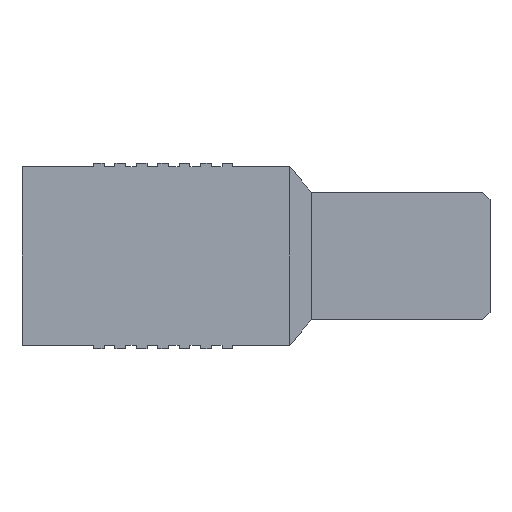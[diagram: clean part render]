
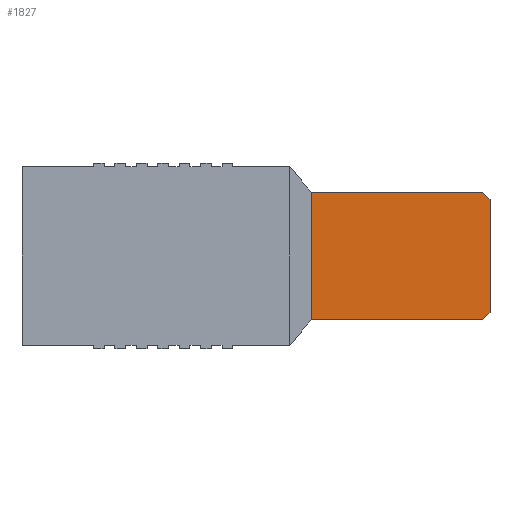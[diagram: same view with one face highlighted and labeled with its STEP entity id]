
A CAD part, front view. The second image highlights one B-rep face of the part: STEP entity #1827.
In plain terms, the highlighted planar face has unit normal (0, -1, 0).
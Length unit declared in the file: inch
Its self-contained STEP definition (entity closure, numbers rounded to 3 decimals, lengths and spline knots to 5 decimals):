
#139 = CARTESIAN_POINT ( 'NONE',  ( 0.06, 0.07151, 0. ) ) ;
#193 = DIRECTION ( 'NONE',  ( 0., 0., -1. ) ) ;
#207 = CARTESIAN_POINT ( 'NONE',  ( 0.56, 0.07151, -0.07151 ) ) ;
#227 = CARTESIAN_POINT ( 'NONE',  ( 0.56, 0.07151, -0.40849 ) ) ;
#253 = VERTEX_POINT ( 'NONE', #1289 ) ;
#255 = LINE ( 'NONE', #2200, #1951 ) ;
#259 = LINE ( 'NONE', #227, #4214 ) ;
#381 = CARTESIAN_POINT ( 'NONE',  ( 0.06, 0.07151, -0.07151 ) ) ;
#396 = DIRECTION ( 'NONE',  ( -1., 0., 0. ) ) ;
#545 = EDGE_LOOP ( 'NONE', ( #1321, #1628, #3915, #1507, #3797, #1284 ) ) ;
#561 = LINE ( 'NONE', #139, #4583 ) ;
#570 = CARTESIAN_POINT ( 'NONE',  ( 0.54, 0.07151, -0.42849 ) ) ;
#690 = CARTESIAN_POINT ( 'NONE',  ( 0.56, 0.07151, -0.09151 ) ) ;
#769 = FACE_OUTER_BOUND ( 'NONE', #545, .T. ) ;
#797 = EDGE_CURVE ( 'NONE', #4192, #894, #255, .T. ) ;
#883 = VERTEX_POINT ( 'NONE', #381 ) ;
#894 = VERTEX_POINT ( 'NONE', #3472 ) ;
#946 = VECTOR ( 'NONE', #2134, 39.37008 ) ;
#1036 = DIRECTION ( 'NONE',  ( -1., 0., 0. ) ) ;
#1055 = LINE ( 'NONE', #207, #4356 ) ;
#1142 = EDGE_CURVE ( 'NONE', #4865, #1307, #3375, .T. ) ;
#1284 = ORIENTED_EDGE ( 'NONE', *, *, #3669, .T. ) ;
#1289 = CARTESIAN_POINT ( 'NONE',  ( 0.56, 0.07151, -0.40849 ) ) ;
#1307 = VERTEX_POINT ( 'NONE', #1882 ) ;
#1321 = ORIENTED_EDGE ( 'NONE', *, *, #797, .F. ) ;
#1507 = ORIENTED_EDGE ( 'NONE', *, *, #1142, .T. ) ;
#1628 = ORIENTED_EDGE ( 'NONE', *, *, #4562, .T. ) ;
#1827 = ADVANCED_FACE ( 'NONE', ( #769 ), #3680, .F. ) ;
#1882 = CARTESIAN_POINT ( 'NONE',  ( 0.54, 0.07151, -0.07151 ) ) ;
#1913 = LINE ( 'NONE', #2396, #3342 ) ;
#1951 = VECTOR ( 'NONE', #1036, 39.37008 ) ;
#2134 = DIRECTION ( 'NONE',  ( -0.707, 0., 0.707 ) ) ;
#2200 = CARTESIAN_POINT ( 'NONE',  ( 0.56, 0.07151, -0.42849 ) ) ;
#2226 = DIRECTION ( 'NONE',  ( 0., 1., 0. ) ) ;
#2396 = CARTESIAN_POINT ( 'NONE',  ( 0.56, 0.07151, -0.07151 ) ) ;
#2667 = DIRECTION ( 'NONE',  ( 0., 0., 1. ) ) ;
#2891 = DIRECTION ( 'NONE',  ( 0.707, 0., 0.707 ) ) ;
#3200 = EDGE_CURVE ( 'NONE', #4865, #253, #1055, .T. ) ;
#3342 = VECTOR ( 'NONE', #396, 39.37008 ) ;
#3375 = LINE ( 'NONE', #3688, #946 ) ;
#3472 = CARTESIAN_POINT ( 'NONE',  ( 0.06, 0.07151, -0.42849 ) ) ;
#3590 = EDGE_CURVE ( 'NONE', #1307, #883, #1913, .T. ) ;
#3669 = EDGE_CURVE ( 'NONE', #883, #894, #561, .T. ) ;
#3680 = PLANE ( 'NONE',  #3907 ) ;
#3688 = CARTESIAN_POINT ( 'NONE',  ( 0.56, 0.07151, -0.09151 ) ) ;
#3797 = ORIENTED_EDGE ( 'NONE', *, *, #3590, .T. ) ;
#3907 = AXIS2_PLACEMENT_3D ( 'NONE', #4436, #2226, #2667 ) ;
#3915 = ORIENTED_EDGE ( 'NONE', *, *, #3200, .F. ) ;
#4192 = VERTEX_POINT ( 'NONE', #570 ) ;
#4214 = VECTOR ( 'NONE', #2891, 39.37008 ) ;
#4356 = VECTOR ( 'NONE', #193, 39.37008 ) ;
#4436 = CARTESIAN_POINT ( 'NONE',  ( 0.56, 0.07151, -0.07151 ) ) ;
#4562 = EDGE_CURVE ( 'NONE', #4192, #253, #259, .T. ) ;
#4583 = VECTOR ( 'NONE', #4745, 39.37008 ) ;
#4745 = DIRECTION ( 'NONE',  ( 0., 0., -1. ) ) ;
#4865 = VERTEX_POINT ( 'NONE', #690 ) ;
